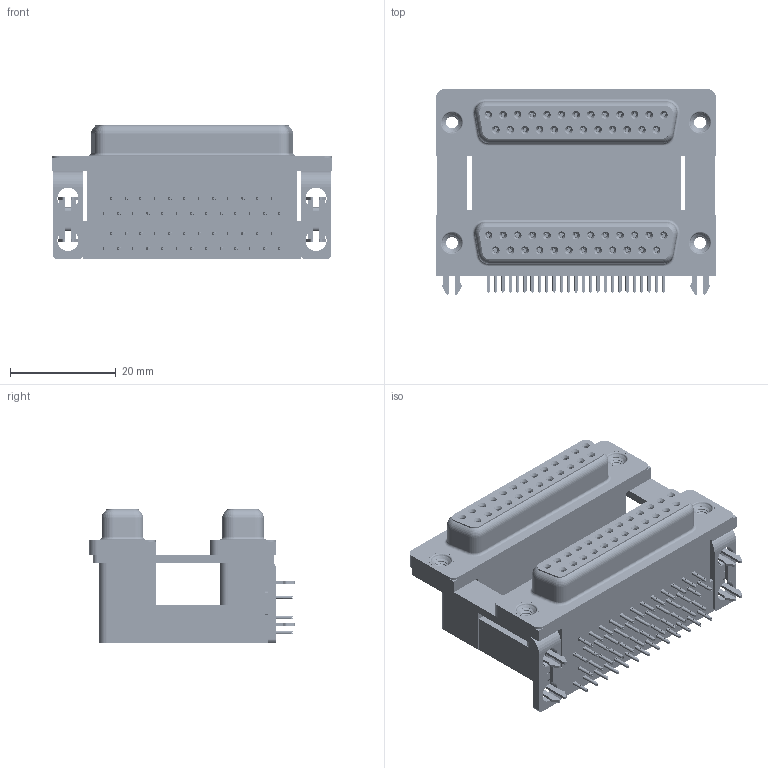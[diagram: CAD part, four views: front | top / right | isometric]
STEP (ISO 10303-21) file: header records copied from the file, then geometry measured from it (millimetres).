
FILE_DESCRIPTION (( 'STEP AP203' ), '1' );
FILE_NAME ('662-025-364-038.STEP', '2022-06-16T23:41:50', ( '' ), ( '' ), 'SwSTEP 2.0', 'SolidWorks 2020', '' );
FILE_SCHEMA (( 'CONFIG_CONTROL_DESIGN' ));
Length unit declared in the file: millimetre
Products named in the file (12): 662 Contact Top Lower; 662 Mounting Bracket_2ProngH; 662 Contact Top Upper_H; 662 Contact Bottom Lower; 662 Shell_25 Contacts; 662-025-364-038; 662 Contact Bottom Upper_H; 662 Housing Spacer_25 Contacts H; 662 Housing Lower_25 Contacts; 662 Housing Upper_25 Contacts H; 662 2 Prong Board Lock_3; 662 Threaded Rivet_4-40
Assembly tree (63 placements, depth 2):
  662-025-364-038
    662 Housing Lower_25 Contacts
    662 Housing Spacer_25 Contacts H
    662 Housing Upper_25 Contacts H
    662 Shell_25 Contacts  x2
    662 Contact Bottom Lower  x12
    662 Contact Top Lower  x13
    662 Contact Bottom Upper_H  x12
    662 Contact Top Upper_H  x13
    662 Mounting Bracket_2ProngH  x2
    662 2 Prong Board Lock_3  x2
    662 Threaded Rivet_4-40  x4
Bounding box: 53.04 x 38.91 x 25.4 mm (x, y, z)
Volume: 24993.6 mm3; surface area: 27141 mm2
Topology: 63 solids, 63 shells, 7944 faces, 20896 edges, 13128 vertices
Faces by surface type: plane 3678, cylinder 1854, bspline 1716, cone 620, torus 76
Entity records: 62933 total; most frequent: CARTESIAN_POINT 18131, ORIENTED_EDGE 8948, DIRECTION 8097, EDGE_CURVE 4474, VECTOR 3195, LINE 3195, VERTEX_POINT 2875, AXIS2_PLACEMENT_3D 2451
